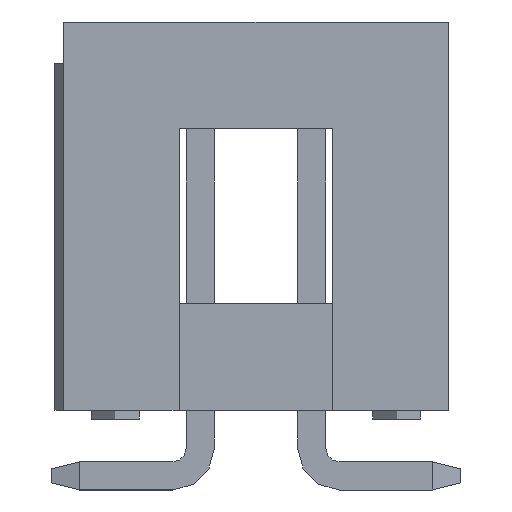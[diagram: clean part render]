
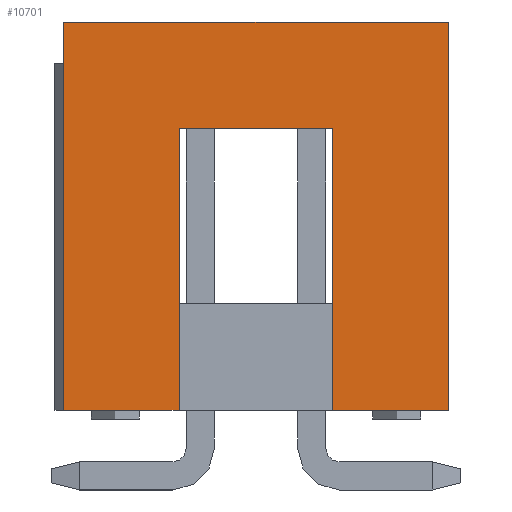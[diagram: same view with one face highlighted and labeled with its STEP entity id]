
A CAD part, left-side view. The second image highlights one B-rep face of the part: STEP entity #10701.
In plain terms, the highlighted planar face has unit normal (-1, 0, 0).
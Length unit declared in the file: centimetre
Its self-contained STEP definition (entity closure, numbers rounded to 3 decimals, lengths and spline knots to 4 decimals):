
#863=FACE_OUTER_BOUND('',#1543,.T.);
#1543=EDGE_LOOP('',(#9478,#9479,#9480,#9481,#9482,#9483,#9484,#9485));
#2844=LINE('',#17116,#4187);
#2849=LINE('',#17125,#4192);
#2877=LINE('',#17210,#4220);
#2881=LINE('',#17218,#4224);
#2885=LINE('',#17229,#4228);
#2886=LINE('',#17230,#4229);
#2887=LINE('',#17232,#4230);
#2888=LINE('',#17233,#4231);
#4187=VECTOR('',#14128,0.875);
#4192=VECTOR('',#14135,0.883);
#4220=VECTOR('',#14211,0.2625);
#4224=VECTOR('',#14215,0.2625);
#4228=VECTOR('',#14225,0.64);
#4229=VECTOR('',#14226,0.883);
#4230=VECTOR('',#14227,0.64);
#4231=VECTOR('',#14228,0.35);
#5109=VERTEX_POINT('',#17113);
#5110=VERTEX_POINT('',#17115);
#5113=VERTEX_POINT('',#17124);
#5136=VERTEX_POINT('',#17209);
#5139=VERTEX_POINT('',#17215);
#5140=VERTEX_POINT('',#17217);
#5144=VERTEX_POINT('',#17228);
#5145=VERTEX_POINT('',#17231);
#6546=EDGE_CURVE('',#5110,#5109,#2844,.T.);
#6551=EDGE_CURVE('',#5113,#5110,#2849,.T.);
#6587=EDGE_CURVE('',#5136,#5113,#2877,.T.);
#6591=EDGE_CURVE('',#5140,#5139,#2881,.T.);
#6597=EDGE_CURVE('',#5144,#5136,#2885,.T.);
#6598=EDGE_CURVE('',#5109,#5140,#2886,.T.);
#6599=EDGE_CURVE('',#5139,#5145,#2887,.T.);
#6600=EDGE_CURVE('',#5145,#5144,#2888,.T.);
#9478=ORIENTED_EDGE('',*,*,#6597,.T.);
#9479=ORIENTED_EDGE('',*,*,#6587,.T.);
#9480=ORIENTED_EDGE('',*,*,#6551,.T.);
#9481=ORIENTED_EDGE('',*,*,#6546,.T.);
#9482=ORIENTED_EDGE('',*,*,#6598,.T.);
#9483=ORIENTED_EDGE('',*,*,#6591,.T.);
#9484=ORIENTED_EDGE('',*,*,#6599,.T.);
#9485=ORIENTED_EDGE('',*,*,#6600,.T.);
#10086=PLANE('',#11437);
#10701=ADVANCED_FACE('',(#863),#10086,.T.);
#11437=AXIS2_PLACEMENT_3D('',#17227,#14223,#14224);
#14128=DIRECTION('',(0.,1.,0.));
#14135=DIRECTION('',(0.,0.,1.));
#14211=DIRECTION('',(0.,-1.,0.));
#14215=DIRECTION('',(0.,-1.,0.));
#14223=DIRECTION('center_axis',(-1.,0.,0.));
#14224=DIRECTION('ref_axis',(0.,0.,1.));
#14225=DIRECTION('',(0.,0.,-1.));
#14226=DIRECTION('',(0.,0.,-1.));
#14227=DIRECTION('',(0.,0.,1.));
#14228=DIRECTION('',(0.,-1.,0.));
#17113=CARTESIAN_POINT('',(-3.1443,0.7731,-0.0356));
#17115=CARTESIAN_POINT('',(-3.1443,-0.1019,-0.0356));
#17116=CARTESIAN_POINT('',(-3.1443,-0.1019,-0.0356));
#17124=CARTESIAN_POINT('',(-3.1443,-0.1019,-0.9186));
#17125=CARTESIAN_POINT('',(-3.1443,-0.1019,-0.9186));
#17209=CARTESIAN_POINT('',(-3.1443,0.1606,-0.9186));
#17210=CARTESIAN_POINT('',(-3.1443,0.1606,-0.9186));
#17215=CARTESIAN_POINT('',(-3.1443,0.5106,-0.9186));
#17217=CARTESIAN_POINT('',(-3.1443,0.7731,-0.9186));
#17218=CARTESIAN_POINT('',(-3.1443,0.7731,-0.9186));
#17227=CARTESIAN_POINT('Origin',(-3.1443,-0.1019,-0.9186));
#17228=CARTESIAN_POINT('',(-3.1443,0.1606,-0.2786));
#17229=CARTESIAN_POINT('',(-3.1443,0.1606,-0.2786));
#17230=CARTESIAN_POINT('',(-3.1443,0.7731,-0.0356));
#17231=CARTESIAN_POINT('',(-3.1443,0.5106,-0.2786));
#17232=CARTESIAN_POINT('',(-3.1443,0.5106,-0.9186));
#17233=CARTESIAN_POINT('',(-3.1443,0.5106,-0.2786));
